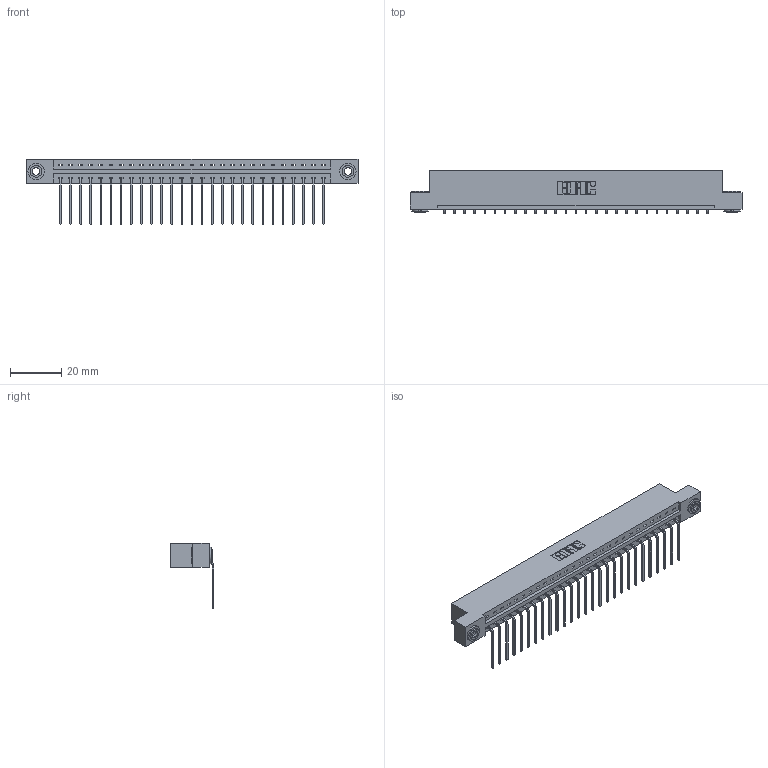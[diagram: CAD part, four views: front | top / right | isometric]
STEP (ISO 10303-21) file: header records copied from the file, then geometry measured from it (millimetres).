
FILE_DESCRIPTION (( 'STEP AP203' ), '1' );
FILE_NAME ('387-027-559-103.STEP', '2018-09-16T16:38:38', ( '' ), ( '' ), 'SwSTEP 2.0', 'SolidWorks 2016', '' );
FILE_SCHEMA (( 'CONFIG_CONTROL_DESIGN' ));
Length unit declared in the file: inch
Products named in the file (4): 337 Part_Flush Mounting Lugs - 0.156 Dia-TH; 345-292-001_558 559 Tail - 1; 345-250-002_345-250-002-102; 387-027-559-103
Assembly tree (30 placements, depth 2):
  387-027-559-103
    337 Part_Flush Mounting Lugs - 0.156 Dia-TH
    345-292-001_558 559 Tail - 1  x27
    345-250-002_345-250-002-102  x2
Bounding box: 130 x 17.09 x 25.53 mm (x, y, z)
Volume: 13432.7 mm3; surface area: 14582.8 mm2
Topology: 30 solids, 30 shells, 1880 faces, 5625 edges, 3710 vertices
Faces by surface type: plane 1376, cylinder 496, cone 8
Entity records: 22744 total; most frequent: CARTESIAN_POINT 3938, ORIENTED_EDGE 3894, DIRECTION 3379, EDGE_CURVE 1947, LINE 1795, VECTOR 1795, VERTEX_POINT 1294, AXIS2_PLACEMENT_3D 792
